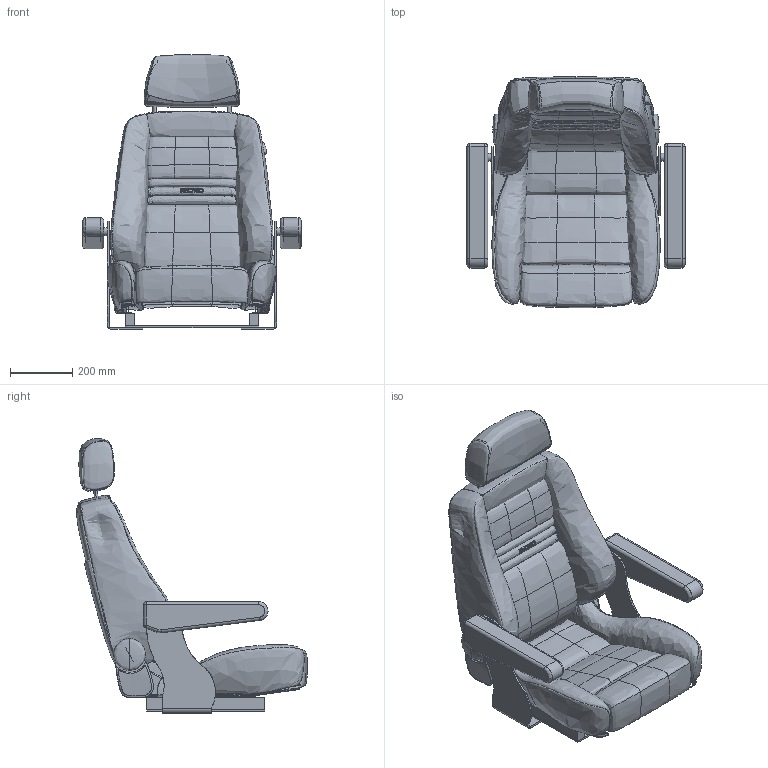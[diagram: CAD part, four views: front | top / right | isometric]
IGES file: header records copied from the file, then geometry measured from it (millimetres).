
Global section: file name: ASSY_CARIBBEAN_720.igs; native system: NX V8.5; preprocessor: SIEMENS PLM Software NX 8.5; date: 20130917.132004; units: millimetre
Bounding box: 701 x 741.23 x 882.47 mm (x, y, z)
Surface area: 3036217.9 mm2 (no closed solid volume)
Topology: 0 solids, 0 shells, 1237 faces, 9208 edges, 9111 vertices
Faces by surface type: bspline 1237
